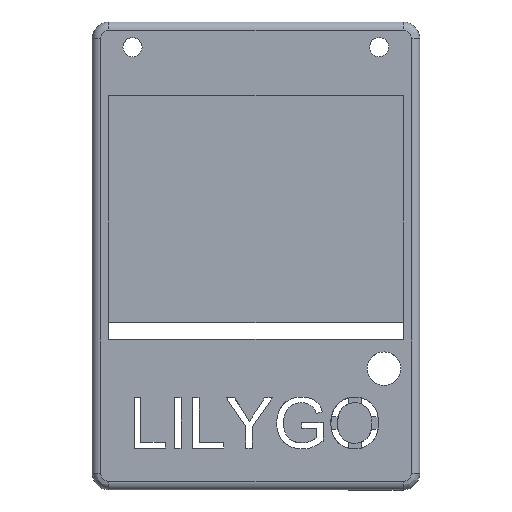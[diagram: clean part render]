
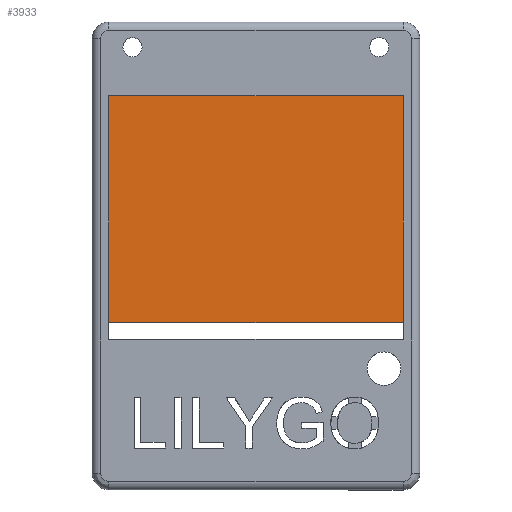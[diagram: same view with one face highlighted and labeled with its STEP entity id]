
A CAD part, top view. The second image highlights one B-rep face of the part: STEP entity #3933.
In plain terms, the highlighted planar face has unit normal (0, 0, 1).
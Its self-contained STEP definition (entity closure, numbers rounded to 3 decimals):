
#1555=DIRECTION('',(0.,-1.,0.));
#1556=VECTOR('',#1555,27.2);
#1557=CARTESIAN_POINT('',(16.498,107.8,4.785));
#1558=LINE('',#1557,#1556);
#1571=DIRECTION('',(0.,1.,0.));
#1572=VECTOR('',#1571,27.2);
#1573=CARTESIAN_POINT('',(-18.702,80.6,4.785));
#1574=LINE('',#1573,#1572);
#1579=DIRECTION('',(-1.,0.,0.));
#1580=VECTOR('',#1579,35.2);
#1581=CARTESIAN_POINT('',(16.498,80.6,4.785));
#1582=LINE('',#1581,#1580);
#1587=DIRECTION('',(1.,0.,0.));
#1588=VECTOR('',#1587,35.2);
#1589=CARTESIAN_POINT('',(-18.702,107.8,4.785));
#1590=LINE('',#1589,#1588);
#1836=CARTESIAN_POINT('',(-18.702,107.8,4.785));
#1837=CARTESIAN_POINT('',(16.498,107.8,4.785));
#1838=VERTEX_POINT('',#1836);
#1839=VERTEX_POINT('',#1837);
#1860=CARTESIAN_POINT('',(16.498,80.6,4.785));
#1861=CARTESIAN_POINT('',(-18.702,80.6,4.785));
#1862=VERTEX_POINT('',#1860);
#1863=VERTEX_POINT('',#1861);
#3920=CARTESIAN_POINT('',(18.498,82.6,4.785));
#3921=DIRECTION('',(0.,0.,1.));
#3922=DIRECTION('',(0.,1.,0.));
#3923=AXIS2_PLACEMENT_3D('',#3920,#3921,#3922);
#3924=PLANE('',#3923);
#3926=ORIENTED_EDGE('',*,*,#3925,.T.);
#3927=ORIENTED_EDGE('',*,*,#3908,.T.);
#3929=ORIENTED_EDGE('',*,*,#3928,.T.);
#3930=ORIENTED_EDGE('',*,*,#3882,.T.);
#3931=EDGE_LOOP('',(#3926,#3927,#3929,#3930));
#3932=FACE_OUTER_BOUND('',#3931,.F.);
#3882=EDGE_CURVE('',#1839,#1862,#1558,.T.);
#3908=EDGE_CURVE('',#1863,#1838,#1574,.T.);
#3925=EDGE_CURVE('',#1862,#1863,#1582,.T.);
#3928=EDGE_CURVE('',#1838,#1839,#1590,.T.);
#3933=ADVANCED_FACE('',(#3932),#3924,.T.);
